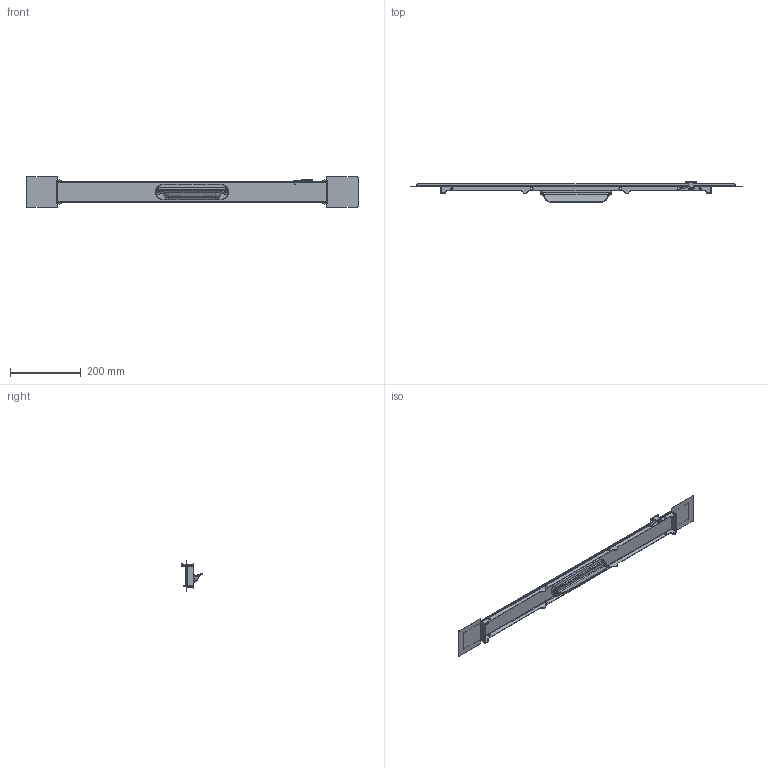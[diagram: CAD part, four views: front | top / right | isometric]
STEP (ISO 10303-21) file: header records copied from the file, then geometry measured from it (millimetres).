
FILE_DESCRIPTION(('CAx-IF Rec.Pracs.---Model Styling and Organization---1.2---2011-12-15','CAx-IF Rec.Pracs.---Geometric and Assembly Validation Properties---4.1---2014-06-16','CAx-IF Rec.Pracs.---PMI Polyline Presentation---2.0---2013-05-24'),'2;1');
FILE_NAME('1000150524_PPR_000.stp','2021-01-26T10:39:50+01:00',(''),(''),'STEP Interface 4.3 by CT CoreTechnologie','3D_Evolution4.3 by CT CoreTechnologie','');
FILE_SCHEMA(('AP203_CONFIGURATION_CONTROLLED_3D_DESIGN_OF_MECHANICAL_PARTS_AND_ASSEMBLIES_MIM_LF'));
Length unit declared in the file: millimetre
Products named in the file (5): P_2 HG RainDrain Rock 800mm kürzb._befli 1000150524_PPR_000_A0; P_2 Rost Fertigset Modulo Rock 800 1000150523_PPA_000_A0; P_2 Dryphon 1000149721_PPA_000_A0; LIM_Winkel Fertigset Modulo Rock 1000149806_PPA_000_A0; P_2 Lifter Fertigset Modulo Rock 1000150516_PPA_000_A0
Assembly tree (5 placements, depth 2):
  P_2 HG RainDrain Rock 800mm kürzb._befli 1000150524_PPR_000_A0
    P_2 Rost Fertigset Modulo Rock 800 1000150523_PPA_000_A0
    P_2 Dryphon 1000149721_PPA_000_A0
    LIM_Winkel Fertigset Modulo Rock 1000149806_PPA_000_A0  x2
    P_2 Lifter Fertigset Modulo Rock 1000150516_PPA_000_A0
Bounding box: 939 x 58.77 x 87 mm (x, y, z)
Volume: 335467.4 mm3; surface area: 251139.9 mm2
Topology: 5 solids, 5 shells, 626 faces, 1577 edges, 972 vertices
Faces by surface type: plane 297, cylinder 176, bspline 153
Entity records: 32099 total; most frequent: CARTESIAN_POINT 11580, ORIENTED_EDGE 3016, DIRECTION 2742, EDGE_CURVE 1508, AXIS2_PLACEMENT_3D 933, VERTEX_POINT 932, VECTOR 876, LINE 876
